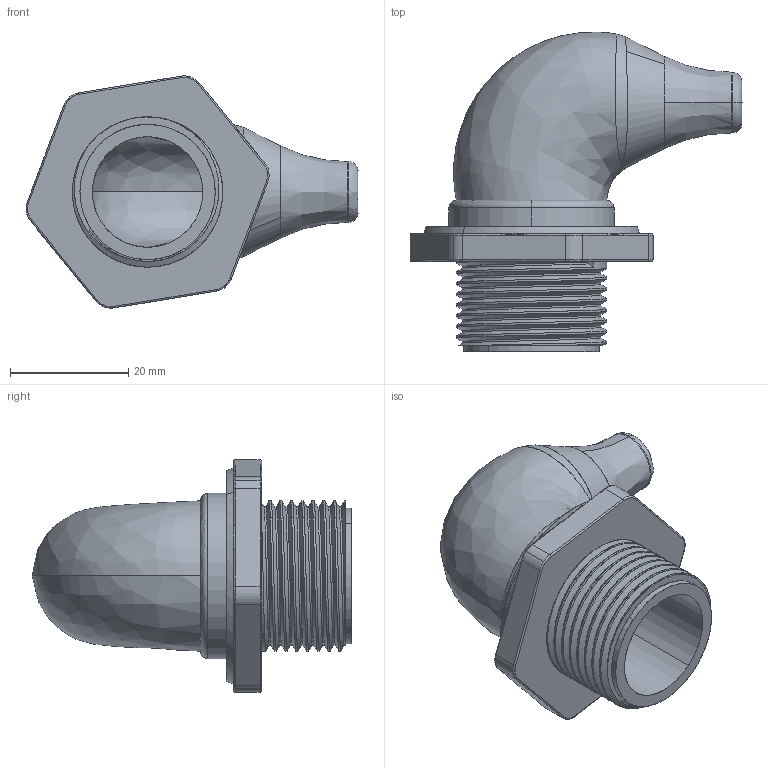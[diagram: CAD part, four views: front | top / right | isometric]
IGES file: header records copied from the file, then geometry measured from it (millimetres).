
Start section: SolidWorks IGES file using analytic representation for surfaces
Global section: file name: 2-NUP-1R.IGS; native system: SolidWorks 2013; preprocessor: SolidWorks 2013; author: office; date: 150227.145206; units: inch
Bounding box: 56.1 x 54 x 39.27 mm (x, y, z)
Surface area: 13494.5 mm2 (no closed solid volume)
Topology: 0 solids, 0 shells, 143 faces, 2605 edges, 2605 vertices
Faces by surface type: revolution 82, bspline 61
